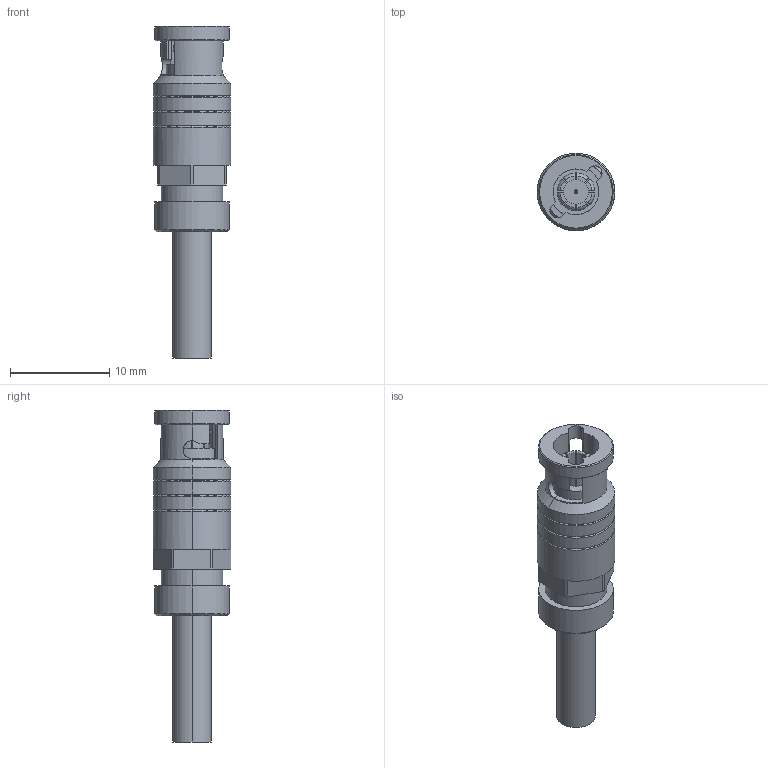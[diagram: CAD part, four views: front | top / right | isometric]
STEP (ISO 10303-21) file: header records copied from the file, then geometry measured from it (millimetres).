
FILE_DESCRIPTION (( 'STEP AP214' ), '1' );
FILE_NAME ('J01290D0063.STEP', '2020-01-28T12:36:58', ( '' ), ( '' ), 'SwSTEP 2.0', 'SolidWorks 2018', '' );
FILE_SCHEMA (( 'AUTOMOTIVE_DESIGN' ));
Length unit declared in the file: millimetre
Products named in the file (1): J01290D0063
Bounding box: 7.8 x 7.8 x 33.4 mm (x, y, z)
Volume: 889 mm3; surface area: 981.8 mm2
Topology: 1 solids, 1 shells, 145 faces, 351 edges, 221 vertices
Faces by surface type: cylinder 56, plane 55, cone 24, torus 10
Entity records: 5995 total; most frequent: CARTESIAN_POINT 947, DIRECTION 770, ORIENTED_EDGE 702, EDGE_CURVE 351, AXIS2_PLACEMENT_3D 298, VERTEX_POINT 221, VECTOR 174, LINE 174
